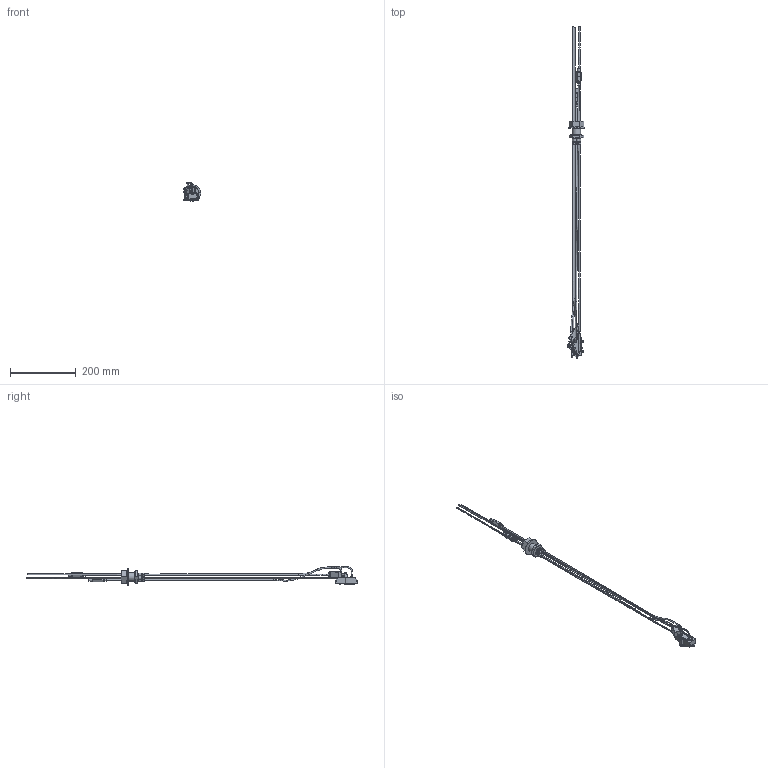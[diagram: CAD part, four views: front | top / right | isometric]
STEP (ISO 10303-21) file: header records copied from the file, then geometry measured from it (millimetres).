
FILE_DESCRIPTION(/* description */ (''),/* implementation_level */ '2;1');
FILE_NAME(/* name */ 'CDD-AF38_C.stp',/* time_stamp */ '2021-10-20T14:44:15-04:00',/* author */ (''),/* organization */ (''),/* preprocessor_version */ 'ST-DEVELOPER v16',/* originating_system */ 'SIEMENS PLM Software NX 10.0',/* authorisation */ '');
FILE_SCHEMA (('AUTOMOTIVE_DESIGN { 1 0 10303 214 3 1 1 1 }'));
Products named in the file (1): CDD-AF38_C
Bounding box: 52.91 x 1012.45 x 56.45 mm (x, y, z)
Volume: 124367.3 mm3; surface area: 114446.8 mm2
Topology: 14 solids, 25 shells, 2275 faces, 5285 edges, 3165 vertices
Faces by surface type: plane 1519, cylinder 576, cone 124, torus 35, bspline 13, sphere 8
Full cylindrical faces by diameter (mm): 1.27 x2, 1.778 x2, 1.816 x1, 2.02 x5, 2.08 x1, 2.156 x1, 2.261 x8, 2.286 x5, 2.329 x5, 2.362 x2, 2.518 x1, 2.845 x9, 2.87 x1, 3.175 x19, 3.251 x2, 3.302 x4, 3.404 x5, 3.429 x10, 3.658 x2, 3.772 x1, 3.835 x2, 3.962 x5, 3.981 x2, 4.039 x2, 4.191 x3, 4.216 x1, 4.293 x1, 4.369 x1, 4.42 x1, 4.445 x4
Entity records: 73735 total; most frequent: CARTESIAN_POINT 16893, DIRECTION 10836, ORIENTED_EDGE 9722, EDGE_CURVE 4861, AXIS2_PLACEMENT_3D 4056, VERTEX_POINT 3020, LINE 2724, VECTOR 2724
